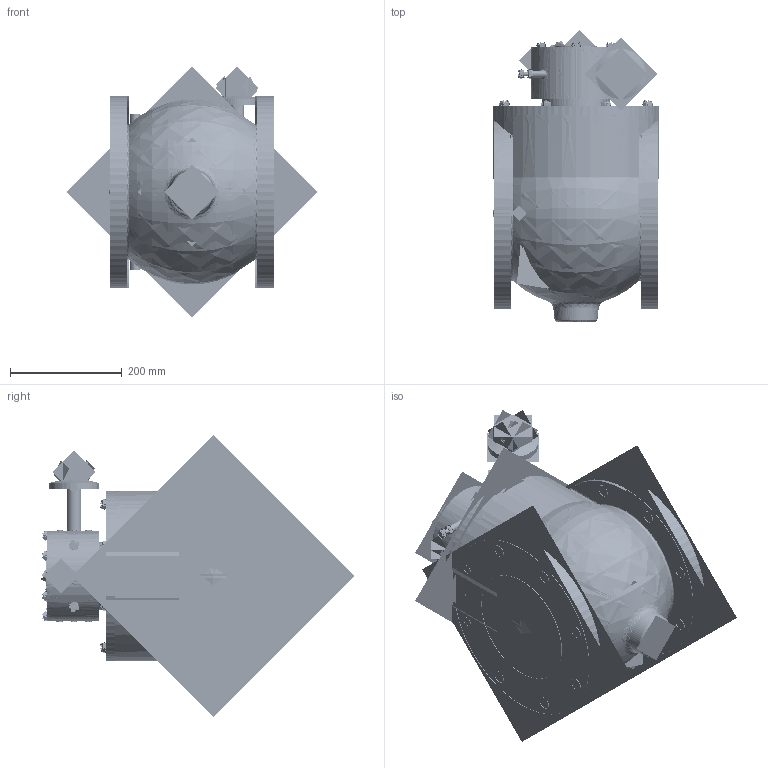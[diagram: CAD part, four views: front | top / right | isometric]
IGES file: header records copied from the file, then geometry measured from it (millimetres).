
Start section:  PTC IGES file: plug_flxfl-8in-nut_asm.igs
Global section: file name: plug_flxfl-8in-nut_asm.igs; native system: Creo Parametric by Parametric Technology Corporation; preprocessor: 2013050; author: HAPPY; organization: Unknown; date: 20170128.154150; units: inch
Bounding box: 448.6 x 581.17 x 504.52 mm (x, y, z)
Volume: 15869621.1 mm3; surface area: 8850693.7 mm2
Topology: 70 solids, 70 shells, 3254 faces, 16021 edges, 20264 vertices
Faces by surface type: revolution 1972, bspline 1176, extrusion 106
